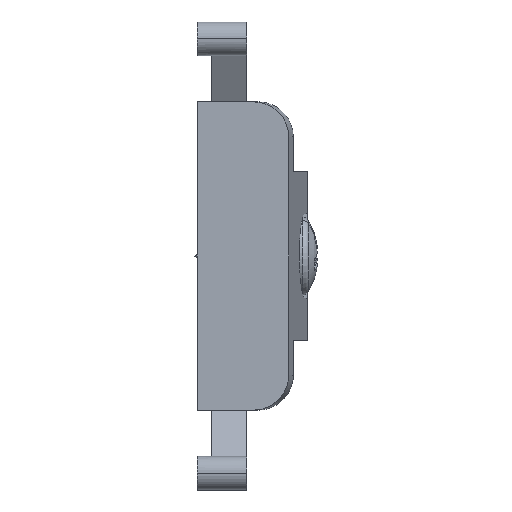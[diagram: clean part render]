
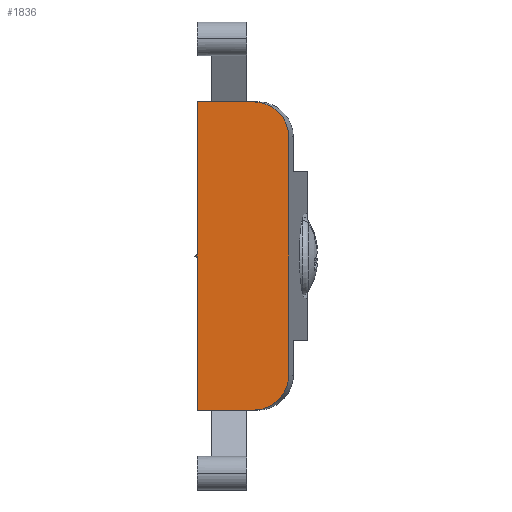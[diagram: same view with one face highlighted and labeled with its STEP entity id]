
A CAD part, left-side view. The second image highlights one B-rep face of the part: STEP entity #1836.
In plain terms, the highlighted planar face has unit normal (-1, 0, 0).
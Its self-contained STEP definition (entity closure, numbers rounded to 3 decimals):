
#445 = VERTEX_POINT('',#446);
#446 = CARTESIAN_POINT('',(-36.2,-5.107,35.75));
#452 = EDGE_CURVE('',#445,#453,#455,.T.);
#453 = VERTEX_POINT('',#454);
#454 = CARTESIAN_POINT('',(-36.2,-5.107,18.75));
#455 = LINE('',#456,#457);
#456 = CARTESIAN_POINT('',(-36.2,-5.107,35.75));
#457 = VECTOR('',#458,1.);
#458 = DIRECTION('',(0.,0.,-1.));
#699 = EDGE_CURVE('',#453,#700,#702,.T.);
#700 = VERTEX_POINT('',#701);
#701 = CARTESIAN_POINT('',(-36.2,-2.586,16.25));
#702 = ELLIPSE('',#703,2.522,2.5);
#703 = AXIS2_PLACEMENT_3D('',#704,#705,#706);
#704 = CARTESIAN_POINT('',(-36.2,-2.586,18.75));
#705 = DIRECTION('',(1.,0.,0.));
#706 = DIRECTION('',(0.,-1.,0.));
#724 = VERTEX_POINT('',#725);
#725 = CARTESIAN_POINT('',(-36.2,-2.586,38.25));
#731 = EDGE_CURVE('',#724,#445,#732,.T.);
#732 = ELLIPSE('',#733,2.522,2.5);
#733 = AXIS2_PLACEMENT_3D('',#734,#735,#736);
#734 = CARTESIAN_POINT('',(-36.2,-2.586,35.75));
#735 = DIRECTION('',(1.,0.,0.));
#736 = DIRECTION('',(0.,-1.,0.));
#1343 = VERTEX_POINT('',#1344);
#1344 = CARTESIAN_POINT('',(-36.2,1.4,16.25));
#1350 = EDGE_CURVE('',#1351,#1343,#1353,.T.);
#1351 = VERTEX_POINT('',#1352);
#1352 = CARTESIAN_POINT('',(-36.2,1.4,38.25));
#1353 = LINE('',#1354,#1355);
#1354 = CARTESIAN_POINT('',(-36.2,1.4,38.25));
#1355 = VECTOR('',#1356,1.);
#1356 = DIRECTION('',(0.,0.,-1.));
#1495 = EDGE_CURVE('',#1343,#700,#1496,.T.);
#1496 = LINE('',#1497,#1498);
#1497 = CARTESIAN_POINT('',(-36.2,1.4,16.25));
#1498 = VECTOR('',#1499,1.);
#1499 = DIRECTION('',(0.,-1.,0.));
#1558 = EDGE_CURVE('',#1351,#724,#1559,.T.);
#1559 = LINE('',#1560,#1561);
#1560 = CARTESIAN_POINT('',(-36.2,1.4,38.25));
#1561 = VECTOR('',#1562,1.);
#1562 = DIRECTION('',(0.,-1.,0.));
#1836 = ADVANCED_FACE('',(#1837),#1845,.T.);
#1837 = FACE_BOUND('',#1838,.T.);
#1838 = EDGE_LOOP('',(#1839,#1840,#1841,#1842,#1843,#1844));
#1839 = ORIENTED_EDGE('',*,*,#699,.F.);
#1840 = ORIENTED_EDGE('',*,*,#452,.F.);
#1841 = ORIENTED_EDGE('',*,*,#731,.F.);
#1842 = ORIENTED_EDGE('',*,*,#1558,.F.);
#1843 = ORIENTED_EDGE('',*,*,#1350,.T.);
#1844 = ORIENTED_EDGE('',*,*,#1495,.T.);
#1845 = PLANE('',#1846);
#1846 = AXIS2_PLACEMENT_3D('',#1847,#1848,#1849);
#1847 = CARTESIAN_POINT('',(-36.2,1.4,33.25));
#1848 = DIRECTION('',(-1.,0.,0.));
#1849 = DIRECTION('',(0.,0.,1.));
